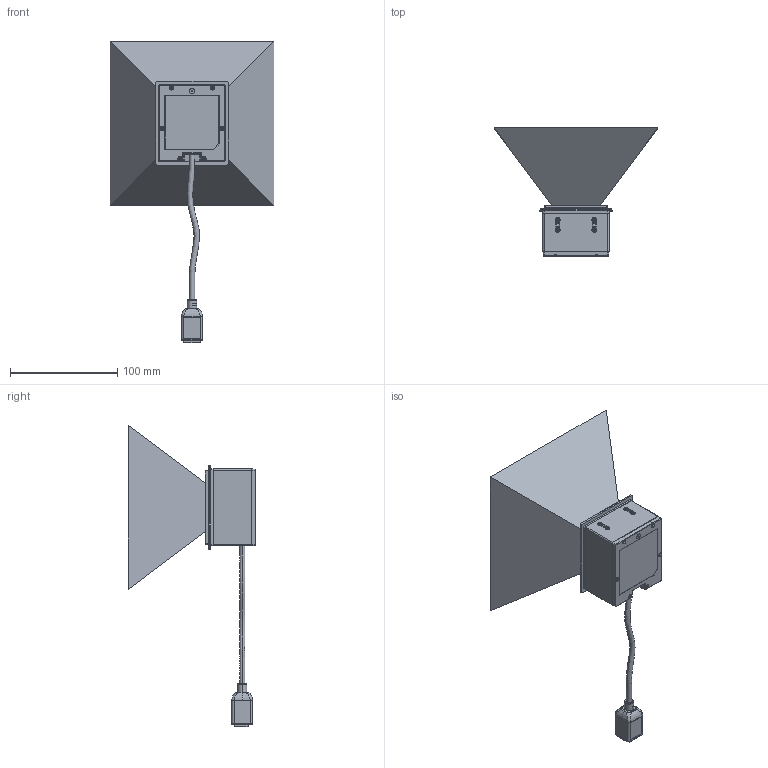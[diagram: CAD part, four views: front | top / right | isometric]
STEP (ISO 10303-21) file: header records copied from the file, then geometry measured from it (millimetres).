
FILE_DESCRIPTION((''),'2;1');
FILE_NAME('FM25_ASM_GL109_ASM_ASM','2018-11-28T',('Administrator'),(''),'PRO/ENGINEER BY PARAMETRIC TECHNOLOGY CORPORATION, 2015240','PRO/ENGINEER BY PARAMETRIC TECHNOLOGY CORPORATION, 2015240','');
FILE_SCHEMA(('AUTOMOTIVE_DESIGN_CC2 { 1 2 10303 214 -1 1 5 2 }'));
Products named in the file (15): PCB_61; LENS26_9; FR25_MAINPCB_ASM_41_ASM_ASM_ASM; LED45-21_5; NLS-FM30-03-TOUPING_23; NLS-FM25-02-LVTONG_160; NUT_M3X4_4; NLS-FM25-01-SHANGGAI_151; NLS-FM25-04-XIAGAI_138; SHUANKOUXIN_JIEKOU_77; FR25_DENGBEI_166; FM25_ASM_67_ASM_ASM_ASM; FM25_ASM_GL0723_ASM_ASM_ASM; FM25_ASM_GL0723_ASM_ASM; FM25_ASM_GL109_ASM_ASM
Assembly tree (24 placements, depth 6):
  FM25_ASM_GL109_ASM_ASM
    FM25_ASM_GL0723_ASM_ASM
      FM25_ASM_GL0723_ASM_ASM_ASM
        FM25_ASM_67_ASM_ASM_ASM
          FR25_MAINPCB_ASM_41_ASM_ASM_ASM
            PCB_61
            LENS26_9
          LED45-21_5  x4
          NLS-FM30-03-TOUPING_23
          NLS-FM25-02-LVTONG_160
          NUT_M3X4_4  x8
          NLS-FM25-01-SHANGGAI_151
          NLS-FM25-04-XIAGAI_138
          SHUANKOUXIN_JIEKOU_77
          FR25_DENGBEI_166
Bounding box: 152.66 x 119.15 x 280.58 mm (x, y, z)
Volume: 81224.5 mm3; surface area: 117359.3 mm2
Topology: 19 solids, 32 shells, 2454 faces, 6616 edges, 4319 vertices
Faces by surface type: plane 1068, cylinder 863, bspline 290, cone 112, torus 111, extrusion 8, sphere 2
Entity records: 90443 total; most frequent: CARTESIAN_POINT 30284, ORIENTED_EDGE 10280, DIRECTION 9049, EDGE_CURVE 5148, AXIS2_PLACEMENT_3D 3427, VERTEX_POINT 3375, PRESENTATION_STYLE_ASSIGNMENT 2386, STYLED_ITEM 2385
